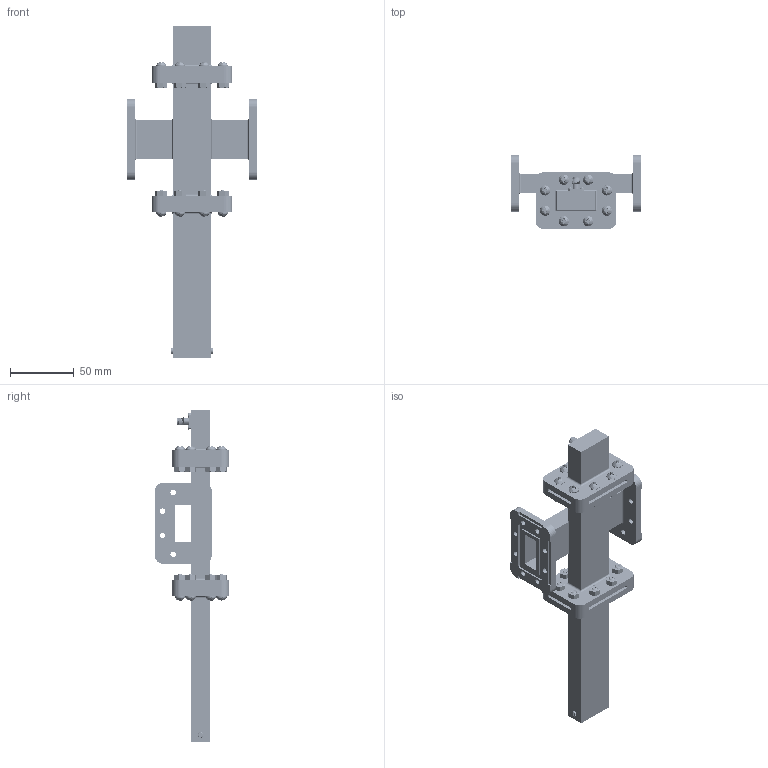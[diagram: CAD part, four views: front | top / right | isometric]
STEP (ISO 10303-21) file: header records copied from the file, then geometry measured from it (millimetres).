
FILE_DESCRIPTION (( 'STEP AP214' ), '1' );
FILE_NAME ('PEWCT1088.STEP', '2017-06-29T15:02:53', ( '' ), ( '' ), 'SwSTEP 2.0', 'SolidWorks 2014', '' );
FILE_SCHEMA (( 'AUTOMOTIVE_DESIGN' ));
Length unit declared in the file: inch
Products named in the file (9): Copy of M3 ROUND HD SCREW^PEWCT1088; PEWCA1011; Copy of M3 ROUND HD SCREW^PEWCT1032; Copy of Nut^PEWCT1032; PEWCP1067; Copy of Nut^PEWCT1088; PEWTR1009; PEWCT1088; PEWCT1032
Assembly tree (36 placements, depth 3):
  PEWCT1088
    PEWCT1032
      PEWCP1067
      Copy of M3 ROUND HD SCREW^PEWCT1032  x8
      Copy of Nut^PEWCT1032  x8
      PEWTR1009
    PEWCA1011
    Copy of M3 ROUND HD SCREW^PEWCT1088  x8
    Copy of Nut^PEWCT1088  x8
Bounding box: 101.6 x 58.09 x 260.35 mm (x, y, z)
Volume: 118655.1 mm3; surface area: 113154.7 mm2
Topology: 41 solids, 41 shells, 3103 faces, 7893 edges, 4904 vertices
Faces by surface type: cylinder 1314, plane 817, cone 747, bspline 183, torus 42
Entity records: 54135 total; most frequent: CARTESIAN_POINT 23346, ORIENTED_EDGE 5670, DIRECTION 4947, EDGE_CURVE 2835, VERTEX_POINT 1810, AXIS2_PLACEMENT_3D 1761, LINE 1425, VECTOR 1425
